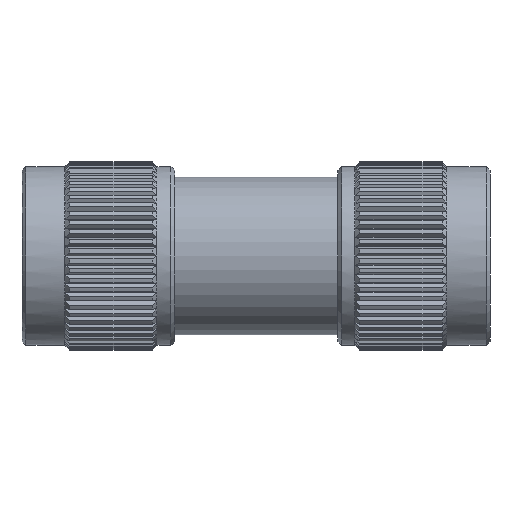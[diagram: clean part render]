
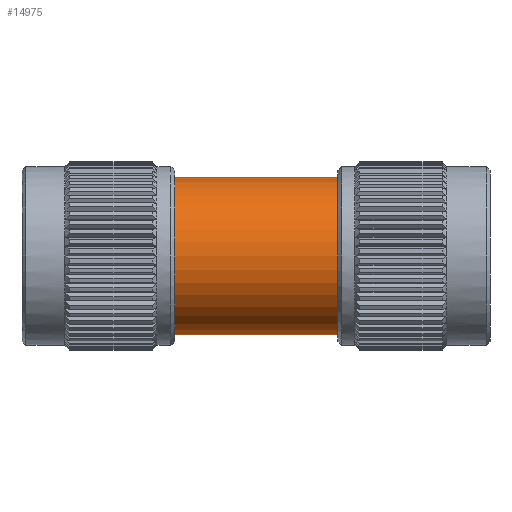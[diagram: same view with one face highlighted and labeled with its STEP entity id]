
A CAD part, front view. The second image highlights one B-rep face of the part: STEP entity #14975.
In plain terms, the highlighted cylindrical face has radius 8.043 mm (diameter 16.086 mm), a full revolution.
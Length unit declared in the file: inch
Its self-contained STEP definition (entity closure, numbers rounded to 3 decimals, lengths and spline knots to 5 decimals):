
#585 = DIRECTION ( 'NONE',  ( 0., 0., -1. ) ) ;
#766 = EDGE_LOOP ( 'NONE', ( #14098 ) ) ;
#2974 = AXIS2_PLACEMENT_3D ( 'NONE', #20766, #11178, #3110 ) ;
#3110 = DIRECTION ( 'NONE',  ( 0., 0., -1. ) ) ;
#3280 = EDGE_CURVE ( 'NONE', #15960, #15960, #13887, .T. ) ;
#3349 = EDGE_CURVE ( 'NONE', #4697, #4697, #17143, .T. ) ;
#4697 = VERTEX_POINT ( 'NONE', #16944 ) ;
#5242 = FACE_OUTER_BOUND ( 'NONE', #766, .T. ) ;
#7815 = ORIENTED_EDGE ( 'NONE', *, *, #3280, .T. ) ;
#8220 = DIRECTION ( 'NONE',  ( -1., 0., 0. ) ) ;
#9770 = DIRECTION ( 'NONE',  ( 0., 0., 1. ) ) ;
#10236 = CARTESIAN_POINT ( 'NONE',  ( 0.61279, 0., 0. ) ) ;
#10304 = DIRECTION ( 'NONE',  ( 1., 0., 0. ) ) ;
#11165 = EDGE_LOOP ( 'NONE', ( #7815 ) ) ;
#11172 = AXIS2_PLACEMENT_3D ( 'NONE', #10236, #10304, #585 ) ;
#11178 = DIRECTION ( 'NONE',  ( 1., 0., 0. ) ) ;
#13887 = CIRCLE ( 'NONE', #17444, 0.31665 ) ;
#14098 = ORIENTED_EDGE ( 'NONE', *, *, #3349, .T. ) ;
#14687 = CARTESIAN_POINT ( 'NONE',  ( 1.26926, 0., 0. ) ) ;
#14975 = ADVANCED_FACE ( 'NONE', ( #5242, #20467 ), #19698, .T. ) ;
#15960 = VERTEX_POINT ( 'NONE', #16875 ) ;
#16875 = CARTESIAN_POINT ( 'NONE',  ( 1.26926, 0., 0.31665 ) ) ;
#16944 = CARTESIAN_POINT ( 'NONE',  ( 0.61279, 0., -0.31665 ) ) ;
#17143 = CIRCLE ( 'NONE', #11172, 0.31665 ) ;
#17444 = AXIS2_PLACEMENT_3D ( 'NONE', #14687, #8220, #9770 ) ;
#19698 = CYLINDRICAL_SURFACE ( 'NONE', #2974, 0.31665 ) ;
#20467 = FACE_OUTER_BOUND ( 'NONE', #11165, .T. ) ;
#20766 = CARTESIAN_POINT ( 'NONE',  ( 1.88, 0., 0. ) ) ;
